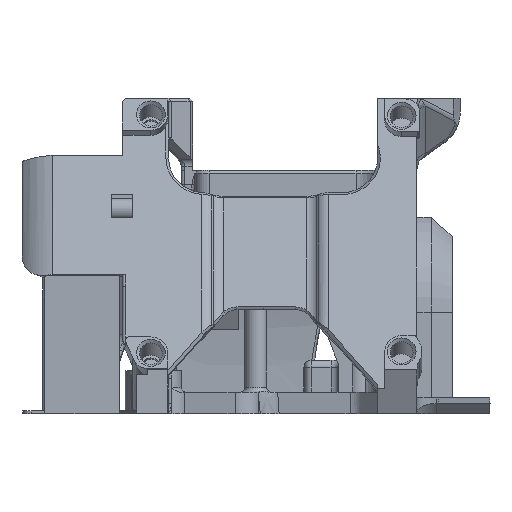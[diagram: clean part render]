
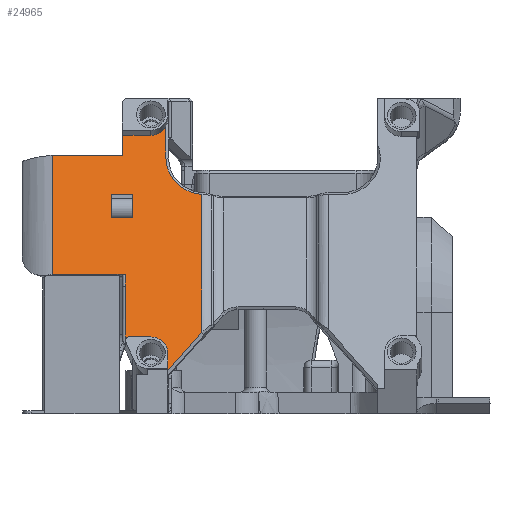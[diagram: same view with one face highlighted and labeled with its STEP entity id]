
A CAD part, left-side view. The second image highlights one B-rep face of the part: STEP entity #24965.
In plain terms, the highlighted planar face has unit normal (-0.94, 0, 0.342).
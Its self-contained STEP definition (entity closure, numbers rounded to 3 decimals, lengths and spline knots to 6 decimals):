
#645=B_SPLINE_CURVE_WITH_KNOTS('',3,(#37739,#37740,#37741,#37742),
 .UNSPECIFIED.,.F.,.F.,(4,4),(0.,0.06),.UNSPECIFIED.);
#646=B_SPLINE_CURVE_WITH_KNOTS('',3,(#37752,#37753,#37754,#37755),
 .UNSPECIFIED.,.F.,.F.,(4,4),(0.020289,0.022037),
 .UNSPECIFIED.);
#1840=LINE('',#37708,#3816);
#1841=LINE('',#37711,#3817);
#1842=LINE('',#37713,#3818);
#1843=LINE('',#37715,#3819);
#1844=LINE('',#37716,#3820);
#1845=LINE('',#37721,#3821);
#1846=LINE('',#37725,#3822);
#1847=LINE('',#37727,#3823);
#1848=LINE('',#37729,#3824);
#1849=LINE('',#37733,#3825);
#1850=LINE('',#37737,#3826);
#1851=LINE('',#37744,#3827);
#1852=LINE('',#37746,#3828);
#1853=LINE('',#37748,#3829);
#1854=LINE('',#37750,#3830);
#3816=VECTOR('',#29992,1.);
#3817=VECTOR('',#29993,1.);
#3818=VECTOR('',#29994,1.);
#3819=VECTOR('',#29995,1.);
#3820=VECTOR('',#29996,1.);
#3821=VECTOR('',#29999,1.);
#3822=VECTOR('',#30002,1.);
#3823=VECTOR('',#30003,1.);
#3824=VECTOR('',#30004,1.);
#3825=VECTOR('',#30007,1.);
#3826=VECTOR('',#30010,1.);
#3827=VECTOR('',#30011,1.);
#3828=VECTOR('',#30012,1.);
#3829=VECTOR('',#30013,1.);
#3830=VECTOR('',#30014,1.);
#5444=PLANE('',#26666);
#7424=ORIENTED_EDGE('',*,*,#14591,.F.);
#7425=ORIENTED_EDGE('',*,*,#14592,.T.);
#7426=ORIENTED_EDGE('',*,*,#14593,.T.);
#7427=ORIENTED_EDGE('',*,*,#14594,.T.);
#7428=ORIENTED_EDGE('',*,*,#14595,.T.);
#7429=ORIENTED_EDGE('',*,*,#14596,.F.);
#7430=ORIENTED_EDGE('',*,*,#14597,.T.);
#7431=ORIENTED_EDGE('',*,*,#14598,.F.);
#7432=ORIENTED_EDGE('',*,*,#14599,.F.);
#7433=ORIENTED_EDGE('',*,*,#14600,.T.);
#7434=ORIENTED_EDGE('',*,*,#14601,.T.);
#7435=ORIENTED_EDGE('',*,*,#14602,.T.);
#7436=ORIENTED_EDGE('',*,*,#14603,.T.);
#7437=ORIENTED_EDGE('',*,*,#14604,.F.);
#7438=ORIENTED_EDGE('',*,*,#14605,.F.);
#7439=ORIENTED_EDGE('',*,*,#14606,.F.);
#7440=ORIENTED_EDGE('',*,*,#14607,.F.);
#7441=ORIENTED_EDGE('',*,*,#14608,.F.);
#7442=ORIENTED_EDGE('',*,*,#14609,.F.);
#7443=ORIENTED_EDGE('',*,*,#14610,.F.);
#7444=ORIENTED_EDGE('',*,*,#14611,.T.);
#14591=EDGE_CURVE('',#18255,#18256,#1840,.T.);
#14592=EDGE_CURVE('',#18255,#18257,#1841,.T.);
#14593=EDGE_CURVE('',#18257,#18258,#1842,.T.);
#14594=EDGE_CURVE('',#18258,#18256,#1843,.T.);
#14595=EDGE_CURVE('',#18259,#18260,#1844,.F.);
#14596=EDGE_CURVE('',#18261,#18260,#20341,.F.);
#14597=EDGE_CURVE('',#18261,#18262,#1845,.T.);
#14598=EDGE_CURVE('',#18263,#18262,#20342,.T.);
#14599=EDGE_CURVE('',#18264,#18263,#1846,.T.);
#14600=EDGE_CURVE('',#18264,#18265,#1847,.T.);
#14601=EDGE_CURVE('',#18265,#18266,#1848,.T.);
#14602=EDGE_CURVE('',#18266,#18267,#20343,.T.);
#14603=EDGE_CURVE('',#18267,#18268,#1849,.T.);
#14604=EDGE_CURVE('',#18269,#18268,#20344,.T.);
#14605=EDGE_CURVE('',#18270,#18269,#1850,.T.);
#14606=EDGE_CURVE('',#18271,#18270,#645,.F.);
#14607=EDGE_CURVE('',#18272,#18271,#1851,.T.);
#14608=EDGE_CURVE('',#18273,#18272,#1852,.T.);
#14609=EDGE_CURVE('',#18274,#18273,#1853,.T.);
#14610=EDGE_CURVE('',#18275,#18274,#1854,.T.);
#14611=EDGE_CURVE('',#18275,#18259,#646,.T.);
#18255=VERTEX_POINT('',#37709);
#18256=VERTEX_POINT('',#37710);
#18257=VERTEX_POINT('',#37712);
#18258=VERTEX_POINT('',#37714);
#18259=VERTEX_POINT('',#37717);
#18260=VERTEX_POINT('',#37718);
#18261=VERTEX_POINT('',#37720);
#18262=VERTEX_POINT('',#37722);
#18263=VERTEX_POINT('',#37724);
#18264=VERTEX_POINT('',#37726);
#18265=VERTEX_POINT('',#37728);
#18266=VERTEX_POINT('',#37730);
#18267=VERTEX_POINT('',#37732);
#18268=VERTEX_POINT('',#37734);
#18269=VERTEX_POINT('',#37736);
#18270=VERTEX_POINT('',#37738);
#18271=VERTEX_POINT('',#37743);
#18272=VERTEX_POINT('',#37745);
#18273=VERTEX_POINT('',#37747);
#18274=VERTEX_POINT('',#37749);
#18275=VERTEX_POINT('',#37751);
#20341=CIRCLE('',#26667,0.0005);
#20342=CIRCLE('',#26668,0.00235);
#20343=CIRCLE('',#26669,0.0054);
#20344=CIRCLE('',#26670,0.00235);
#21345=EDGE_LOOP('',(#7424,#7425,#7426,#7427));
#21346=EDGE_LOOP('',(#7428,#7429,#7430,#7431,#7432,#7433,#7434,#7435,#7436,
#7437,#7438,#7439,#7440,#7441,#7442,#7443,#7444));
#22946=FACE_BOUND('',#21345,.T.);
#22947=FACE_BOUND('',#21346,.T.);
#24965=ADVANCED_FACE('',(#22946,#22947),#5444,.T.);
#26666=AXIS2_PLACEMENT_3D('',#37707,#29990,#29991);
#26667=AXIS2_PLACEMENT_3D('',#37719,#29997,#29998);
#26668=AXIS2_PLACEMENT_3D('',#37723,#30000,#30001);
#26669=AXIS2_PLACEMENT_3D('',#37731,#30005,#30006);
#26670=AXIS2_PLACEMENT_3D('',#37735,#30008,#30009);
#29990=DIRECTION('',(-0.94,0.,0.342));
#29991=DIRECTION('',(-0.342,0.,-0.94));
#29992=DIRECTION('',(0.342,0.,0.94));
#29993=DIRECTION('',(0.,1.,0.));
#29994=DIRECTION('',(0.342,0.,0.94));
#29995=DIRECTION('',(0.,-1.,0.));
#29996=DIRECTION('',(0.342,0.,0.94));
#29997=DIRECTION('',(0.94,0.,-0.342));
#29998=DIRECTION('',(0.342,0.,0.94));
#29999=DIRECTION('',(0.,-1.,0.));
#30000=DIRECTION('',(-0.94,0.,0.342));
#30001=DIRECTION('',(-0.342,0.,-0.94));
#30002=DIRECTION('',(0.342,0.,0.94));
#30003=DIRECTION('',(0.262,-0.643,0.72));
#30004=DIRECTION('',(0.342,0.,0.94));
#30005=DIRECTION('',(0.94,0.,-0.342));
#30006=DIRECTION('',(0.342,0.,0.94));
#30007=DIRECTION('',(0.342,0.,0.94));
#30008=DIRECTION('',(-0.94,0.,0.342));
#30009=DIRECTION('',(-0.342,0.,-0.94));
#30010=DIRECTION('',(0.,-1.,0.));
#30011=DIRECTION('',(0.342,0.,0.94));
#30012=DIRECTION('',(0.,-1.,0.));
#30013=DIRECTION('',(0.342,0.,0.94));
#30014=DIRECTION('',(0.,1.,0.));
#37707=CARTESIAN_POINT('',(-0.143233,0.043625,0.007513));
#37708=CARTESIAN_POINT('',(-0.143233,0.046125,0.007513));
#37709=CARTESIAN_POINT('',(-0.136025,0.046125,0.027318));
#37710=CARTESIAN_POINT('',(-0.134842,0.046125,0.03057));
#37711=CARTESIAN_POINT('',(-0.136025,0.049125,0.027318));
#37712=CARTESIAN_POINT('',(-0.136025,0.049125,0.027318));
#37713=CARTESIAN_POINT('',(-0.143233,0.049125,0.007513));
#37714=CARTESIAN_POINT('',(-0.134842,0.049125,0.03057));
#37715=CARTESIAN_POINT('',(-0.134842,0.046125,0.03057));
#37716=CARTESIAN_POINT('',(-0.143233,0.047174,0.007513));
#37717=CARTESIAN_POINT('',(-0.139495,0.047174,0.017785));
#37718=CARTESIAN_POINT('',(-0.142438,0.047174,0.009699));
#37719=CARTESIAN_POINT('',(-0.142498,0.046706,0.009534));
#37720=CARTESIAN_POINT('',(-0.142327,0.046706,0.010004));
#37721=CARTESIAN_POINT('',(-0.142327,0.043625,0.010004));
#37722=CARTESIAN_POINT('',(-0.142327,0.043625,0.010004));
#37723=CARTESIAN_POINT('',(-0.143131,0.043625,0.007795));
#37724=CARTESIAN_POINT('',(-0.143131,0.041275,0.007795));
#37725=CARTESIAN_POINT('',(-0.130237,0.041275,0.043222));
#37726=CARTESIAN_POINT('',(-0.143766,0.041275,0.006051));
#37727=CARTESIAN_POINT('',(-0.143849,0.04148,0.005822));
#37728=CARTESIAN_POINT('',(-0.141835,0.036539,0.011354));
#37729=CARTESIAN_POINT('',(-0.143233,0.036539,0.007513));
#37730=CARTESIAN_POINT('',(-0.134831,0.036539,0.0306));
#37731=CARTESIAN_POINT('',(-0.132989,0.036125,0.035659));
#37732=CARTESIAN_POINT('',(-0.132989,0.041525,0.035659));
#37733=CARTESIAN_POINT('',(-0.143233,0.041525,0.007513));
#37734=CARTESIAN_POINT('',(-0.131384,0.041525,0.040069));
#37735=CARTESIAN_POINT('',(-0.131023,0.043625,0.04106));
#37736=CARTESIAN_POINT('',(-0.131827,0.043625,0.038852));
#37737=CARTESIAN_POINT('',(-0.131827,0.043625,0.038852));
#37738=CARTESIAN_POINT('',(-0.131827,0.046125,0.038852));
#37739=CARTESIAN_POINT('',(-0.131827,0.046125,0.038852));
#37740=CARTESIAN_POINT('',(-0.131827,0.046625,0.038852));
#37741=CARTESIAN_POINT('',(-0.131827,0.047125,0.038852));
#37742=CARTESIAN_POINT('',(-0.131827,0.047625,0.038852));
#37743=CARTESIAN_POINT('',(-0.131827,0.047625,0.038852));
#37744=CARTESIAN_POINT('',(-0.143233,0.047625,0.007513));
#37745=CARTESIAN_POINT('',(-0.132846,0.047625,0.036052));
#37746=CARTESIAN_POINT('',(-0.132846,0.047125,0.036052));
#37747=CARTESIAN_POINT('',(-0.132846,0.057406,0.036052));
#37748=CARTESIAN_POINT('',(-0.138898,0.057406,0.019425));
#37749=CARTESIAN_POINT('',(-0.138898,0.057406,0.019425));
#37750=CARTESIAN_POINT('',(-0.138898,0.047125,0.019425));
#37751=CARTESIAN_POINT('',(-0.138898,0.047223,0.019425));
#37752=CARTESIAN_POINT('',(-0.138898,0.047223,0.019425));
#37753=CARTESIAN_POINT('',(-0.139097,0.047213,0.018878));
#37754=CARTESIAN_POINT('',(-0.139295,0.047174,0.018333));
#37755=CARTESIAN_POINT('',(-0.139495,0.047174,0.017785));
